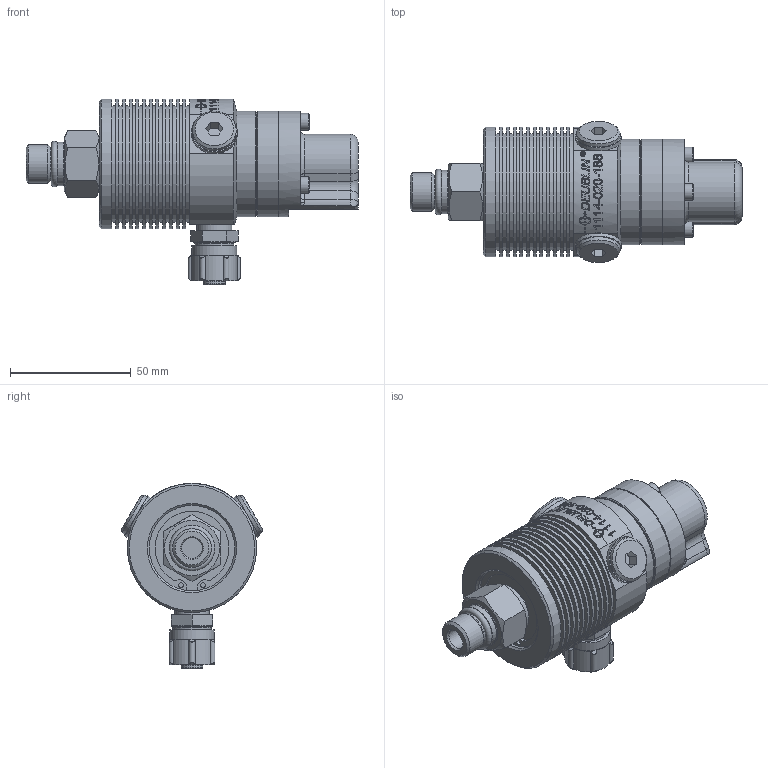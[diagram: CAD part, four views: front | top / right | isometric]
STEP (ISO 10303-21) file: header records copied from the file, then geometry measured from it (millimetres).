
FILE_DESCRIPTION(/* description */ (''),/* implementation_level */ '2;1');
FILE_NAME(/* name */ '1114-020-188-IC.stp',/* time_stamp */ '2020-05-14T09:49:00-05:00',/* author */ ('moorera'),/* organization */ (''),/* preprocessor_version */ 'ST-DEVELOPER v18.1',/* originating_system */ 'Autodesk Inventor 2020',/* authorisation */ '');
FILE_SCHEMA (('AUTOMOTIVE_DESIGN { 1 0 10303 214 3 1 1 }'));
Length unit declared in the file: millimetre
Products named in the file (1): 1114-020-188-IC
Bounding box: 137.25 x 58.45 x 76.55 mm (x, y, z)
Volume: 183138.6 mm3; surface area: 40790.8 mm2
Topology: 2 solids, 8 shells, 670 faces, 1736 edges, 1173 vertices
Faces by surface type: plane 333, cylinder 148, bspline 120, cone 43, torus 26
Full cylindrical faces by diameter (mm): 1.981 x2, 4.166 x3, 4.7 x3, 6.858 x3, 7.2 x3, 7.5 x2, 8 x1, 8.5 x1, 9 x1, 9.6 x1, 10.3 x1, 11.6 x1, 13.157 x1, 13.5 x3, 14.473 x1, 14.917 x1, 15.376 x1, 16 x2, 17.991 x1, 18 x2, 18.16 x1, 18.5 x1, 18.72 x1, 19 x2, 21.4 x1, 34.95 x1, 35.015 x1, 35.27 x1, 37.25 x1, 43.6 x1
Entity records: 24688 total; most frequent: CARTESIAN_POINT 8065, ORIENTED_EDGE 3466, DIRECTION 3279, EDGE_CURVE 1733, AXIS2_PLACEMENT_3D 1324, VERTEX_POINT 1173, EDGE_LOOP 778, FACE_OUTER_BOUND 670
